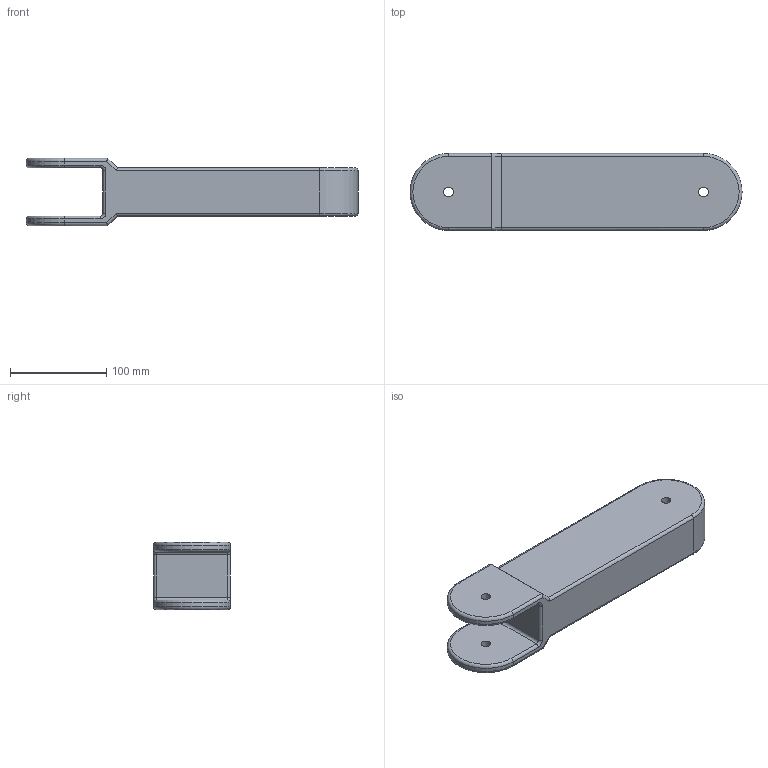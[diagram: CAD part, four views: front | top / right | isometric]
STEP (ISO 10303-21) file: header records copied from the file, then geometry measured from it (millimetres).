
FILE_DESCRIPTION(/* description */ (''),/* implementation_level */ '2;1');
FILE_NAME(/* name */ 'Arm1_ipt_a1ea961.STEP',/* time_stamp */ '2024-10-19T19:17:31+02:00',/* author */ ('Swoby'),/* organization */ (''),/* preprocessor_version */ 'ST-DEVELOPER v18.1',/* originating_system */ 'Autodesk Inventor 2021',/* authorisation */ '');
FILE_SCHEMA (('AUTOMOTIVE_DESIGN { 1 0 10303 214 3 1 1 }'));
Length unit declared in the file: millimetre
Products named in the file (1): Arm1
Bounding box: 345 x 80 x 70 mm (x, y, z)
Volume: 1146728.9 mm3; surface area: 100675.2 mm2
Topology: 1 solids, 1 shells, 47 faces, 107 edges, 62 vertices
Faces by surface type: cylinder 26, plane 11, torus 10
Full cylindrical faces by diameter (mm): 10 x3
Entity records: 1364 total; most frequent: DIRECTION 257, CARTESIAN_POINT 217, ORIENTED_EDGE 214, EDGE_CURVE 107, AXIS2_PLACEMENT_3D 102, VERTEX_POINT 62, LINE 53, VECTOR 53
